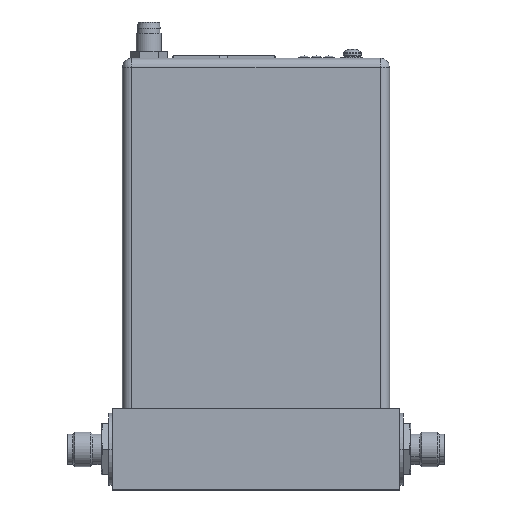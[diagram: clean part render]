
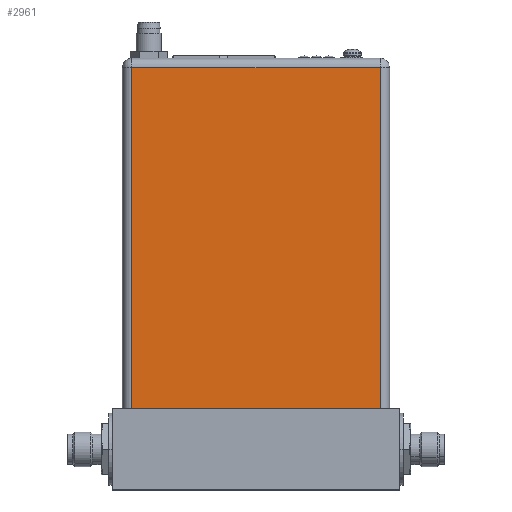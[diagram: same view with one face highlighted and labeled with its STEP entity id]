
A CAD part, top view. The second image highlights one B-rep face of the part: STEP entity #2961.
In plain terms, the highlighted planar face has unit normal (0, 0, 1).
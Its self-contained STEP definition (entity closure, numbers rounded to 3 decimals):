
#475 = VECTOR ( 'NONE', #12787, 1000. ) ;
#1188 = CARTESIAN_POINT ( 'NONE',  ( -38.252, 0., 28.575 ) ) ;
#1323 = CARTESIAN_POINT ( 'NONE',  ( -41.148, 0., 28.575 ) ) ;
#2424 = CARTESIAN_POINT ( 'NONE',  ( 38.252, 105.08, 28.575 ) ) ;
#2782 = CARTESIAN_POINT ( 'NONE',  ( -38.252, 105.08, 28.575 ) ) ;
#2961 = ADVANCED_FACE ( 'NONE', ( #28852 ), #4389, .T. ) ;
#4389 = PLANE ( 'NONE',  #28927 ) ;
#5730 = EDGE_CURVE ( 'NONE', #6536, #6376, #11441, .T. ) ;
#6376 = VERTEX_POINT ( 'NONE', #28085 ) ;
#6536 = VERTEX_POINT ( 'NONE', #23985 ) ;
#7817 = VERTEX_POINT ( 'NONE', #38003 ) ;
#8461 = ORIENTED_EDGE ( 'NONE', *, *, #15228, .F. ) ;
#9835 = VERTEX_POINT ( 'NONE', #35305 ) ;
#10431 = EDGE_CURVE ( 'NONE', #6536, #9835, #15189, .T. ) ;
#11441 = LINE ( 'NONE', #33078, #33986 ) ;
#12281 = VECTOR ( 'NONE', #35860, 1000. ) ;
#12787 = DIRECTION ( 'NONE',  ( 1., 0., 0. ) ) ;
#12983 = LINE ( 'NONE', #1188, #475 ) ;
#14029 = ORIENTED_EDGE ( 'NONE', *, *, #5730, .T. ) ;
#15189 = LINE ( 'NONE', #2782, #18851 ) ;
#15228 = EDGE_CURVE ( 'NONE', #9835, #7817, #33604, .T. ) ;
#17957 = DIRECTION ( 'NONE',  ( 0., -1., 0. ) ) ;
#18851 = VECTOR ( 'NONE', #31285, 1000. ) ;
#20470 = DIRECTION ( 'NONE',  ( 1., 0., 0. ) ) ;
#23985 = CARTESIAN_POINT ( 'NONE',  ( -38.252, 105.08, 28.575 ) ) ;
#26600 = DIRECTION ( 'NONE',  ( 0., 0., 1. ) ) ;
#28085 = CARTESIAN_POINT ( 'NONE',  ( -38.252, 0., 28.575 ) ) ;
#28852 = FACE_OUTER_BOUND ( 'NONE', #39887, .T. ) ;
#28927 = AXIS2_PLACEMENT_3D ( 'NONE', #1323, #26600, #20470 ) ;
#31285 = DIRECTION ( 'NONE',  ( 1., 0., 0. ) ) ;
#33078 = CARTESIAN_POINT ( 'NONE',  ( -38.252, 105.08, 28.575 ) ) ;
#33604 = LINE ( 'NONE', #2424, #12281 ) ;
#33986 = VECTOR ( 'NONE', #17957, 1000. ) ;
#34133 = EDGE_CURVE ( 'NONE', #6376, #7817, #12983, .T. ) ;
#35305 = CARTESIAN_POINT ( 'NONE',  ( 38.252, 105.08, 28.575 ) ) ;
#35860 = DIRECTION ( 'NONE',  ( 0., -1., 0. ) ) ;
#36528 = ORIENTED_EDGE ( 'NONE', *, *, #10431, .F. ) ;
#36993 = ORIENTED_EDGE ( 'NONE', *, *, #34133, .T. ) ;
#38003 = CARTESIAN_POINT ( 'NONE',  ( 38.252, 0., 28.575 ) ) ;
#39887 = EDGE_LOOP ( 'NONE', ( #36528, #14029, #36993, #8461 ) ) ;
